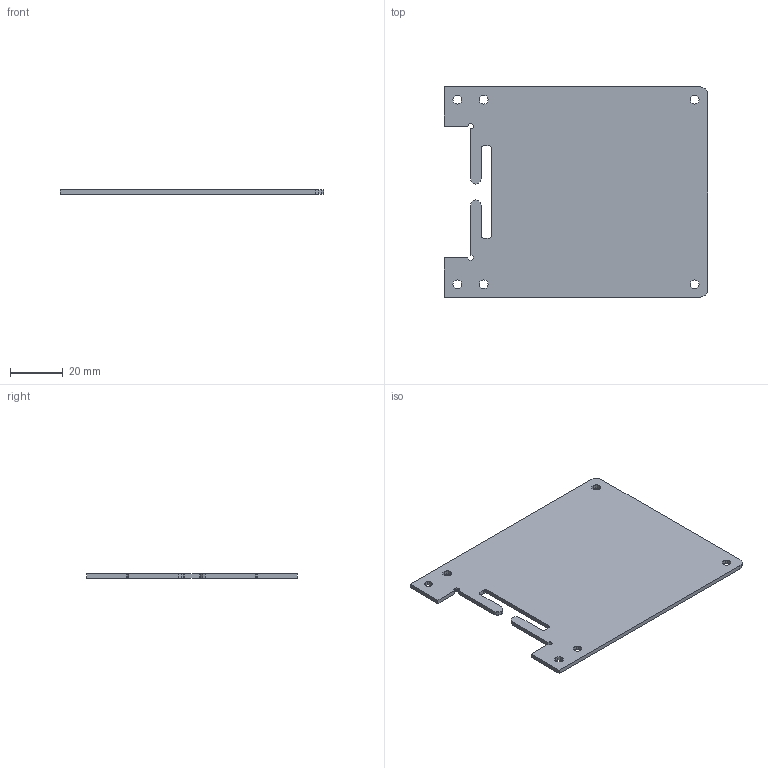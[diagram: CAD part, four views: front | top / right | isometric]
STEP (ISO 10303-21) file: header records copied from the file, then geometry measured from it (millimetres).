
FILE_DESCRIPTION(/* description */ (''),/* implementation_level */ '2;1');
FILE_NAME(/* name */ '96c12fc0-6ee7-47e1-85a6-3c4b3d3dff36.stp',/* time_stamp */ '2022-07-13T03:21:30Z',/* author */ (''),/* organization */ (''),/* preprocessor_version */ 'ST-DEVELOPER v19',/* originating_system */ 'Autodesk Translation Framework v11.7.0.108',/* authorisation */ '');
FILE_SCHEMA (('AUTOMOTIVE_DESIGN { 1 0 10303 214 3 1 1 }'));
Length unit declared in the file: millimetre
Products named in the file (3): 96c12fc0-6ee7-47e1-85a6-3c4b3d3dff36; PCB Component; Board
Assembly tree (2 placements, depth 3):
  96c12fc0-6ee7-47e1-85a6-3c4b3d3dff36
    PCB Component
      Board
Bounding box: 100 x 80 x 1.57 mm (x, y, z)
Volume: 11417.3 mm3; surface area: 15352.5 mm2
Topology: 1 solids, 1 shells, 144 faces, 426 edges, 284 vertices
Faces by surface type: plane 144
Entity records: 4814 total; most frequent: CARTESIAN_POINT 859, ORIENTED_EDGE 852, DIRECTION 724, LINE 426, VECTOR 426, EDGE_CURVE 426, VERTEX_POINT 284, EDGE_LOOP 156
